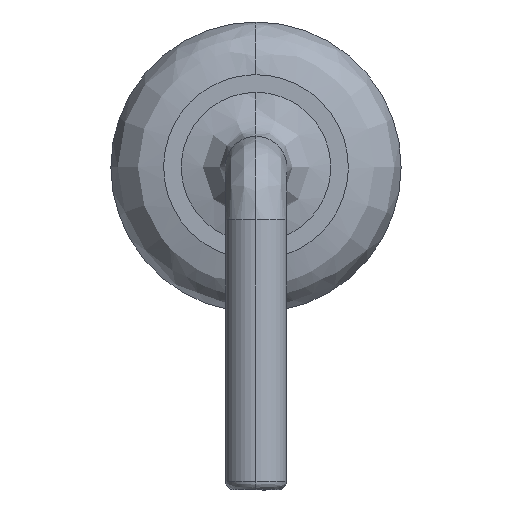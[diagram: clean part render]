
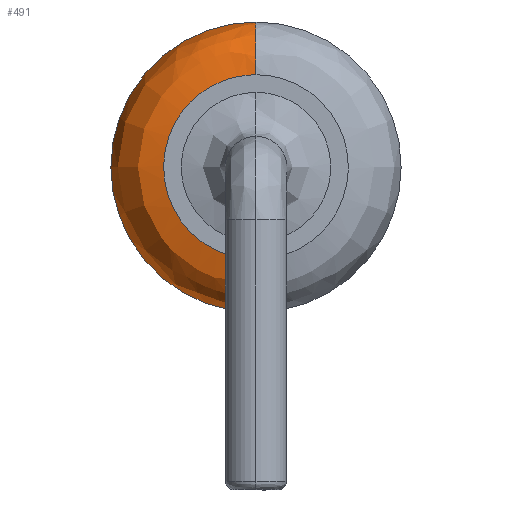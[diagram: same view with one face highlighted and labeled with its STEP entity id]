
A CAD part, left-side view. The second image highlights one B-rep face of the part: STEP entity #491.
In plain terms, the highlighted free-form (B-spline) face has degree [3, 3] with [4, 4] control points.
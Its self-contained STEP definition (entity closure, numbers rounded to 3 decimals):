
#30 = CARTESIAN_POINT ( 'NONE',  ( -4.5, 2.803, 0.269 ) ) ;
#40 = CARTESIAN_POINT ( 'NONE',  ( -3.9, 0., 3.32 ) ) ;
#174 = EDGE_LOOP ( 'NONE', ( #4790, #13046, #7711, #3863 ) ) ;
#491 = ADVANCED_FACE ( 'NONE', ( #5852 ), #579, .T. ) ;
#579 =( BOUNDED_SURFACE ( )  B_SPLINE_SURFACE ( 3, 3, ( 
 ( #9375, #14142, #10629, #9457 ),
 ( #14218, #11873, #8274, #2363 ),
 ( #5927, #30, #3587, #2816 ),
 ( #3885, #6230, #13524, #7552 ) ),
 .UNSPECIFIED., .F., .F., .F. ) 
 B_SPLINE_SURFACE_WITH_KNOTS ( ( 4, 4 ),
 ( 4, 4 ),
 ( 0., 1. ),
 ( 0., 1. ),
 .UNSPECIFIED. ) 
 GEOMETRIC_REPRESENTATION_ITEM ( )  RATIONAL_B_SPLINE_SURFACE ( (
 ( 1., 0.333, 0.333, 1.),
 ( 0.805, 0.268, 0.268, 0.805),
 ( 0.805, 0.268, 0.268, 0.805),
 ( 1., 0.333, 0.333, 1.) ) ) 
 REPRESENTATION_ITEM ( '' )  SURFACE ( )  );
#1863 = EDGE_CURVE ( 'NONE', #10279, #4706, #2261, .T. ) ;
#2261 = CIRCLE ( 'NONE', #9210, 0.6 ) ;
#2319 = DIRECTION ( 'NONE',  ( 0., 0., -1. ) ) ;
#2363 = CARTESIAN_POINT ( 'NONE',  ( -4.251, 0., 3.32 ) ) ;
#2816 = CARTESIAN_POINT ( 'NONE',  ( -4.5, 0., 3.071 ) ) ;
#3129 = CARTESIAN_POINT ( 'NONE',  ( -4.5, 0., 0.62 ) ) ;
#3467 = CARTESIAN_POINT ( 'NONE',  ( -3.9, 0., 0.62 ) ) ;
#3587 = CARTESIAN_POINT ( 'NONE',  ( -4.5, 2.803, 3.071 ) ) ;
#3791 = DIRECTION ( 'NONE',  ( 0., 0., -1. ) ) ;
#3792 = CARTESIAN_POINT ( 'NONE',  ( -4.5, 0., 0.62 ) ) ;
#3863 = ORIENTED_EDGE ( 'NONE', *, *, #14036, .T. ) ;
#3885 = CARTESIAN_POINT ( 'NONE',  ( -4.5, 0., 0.62 ) ) ;
#4706 = VERTEX_POINT ( 'NONE', #8102 ) ;
#4790 = ORIENTED_EDGE ( 'NONE', *, *, #1863, .F. ) ;
#5032 = CARTESIAN_POINT ( 'NONE',  ( -4.5, 2.1, 0.62 ) ) ;
#5852 = FACE_OUTER_BOUND ( 'NONE', #174, .T. ) ;
#5927 = CARTESIAN_POINT ( 'NONE',  ( -4.5, 0., 0.269 ) ) ;
#6230 = CARTESIAN_POINT ( 'NONE',  ( -4.5, 2.1, 0.62 ) ) ;
#6751 = AXIS2_PLACEMENT_3D ( 'NONE', #3467, #8217, #2319 ) ;
#6912 = CARTESIAN_POINT ( 'NONE',  ( -3.9, 0., 0.02 ) ) ;
#7336 = VERTEX_POINT ( 'NONE', #3129 ) ;
#7446 = CARTESIAN_POINT ( 'NONE',  ( -3.9, 0., 1.67 ) ) ;
#7552 = CARTESIAN_POINT ( 'NONE',  ( -4.5, 0., 2.72 ) ) ;
#7711 = ORIENTED_EDGE ( 'NONE', *, *, #9557, .T. ) ;
#8080 = DIRECTION ( 'NONE',  ( 0., 0., 1. ) ) ;
#8102 = CARTESIAN_POINT ( 'NONE',  ( -4.5, 0., 2.72 ) ) ;
#8217 = DIRECTION ( 'NONE',  ( 0., 1., 0. ) ) ;
#8237 = AXIS2_PLACEMENT_3D ( 'NONE', #7446, #14818, #3791 ) ;
#8274 = CARTESIAN_POINT ( 'NONE',  ( -4.251, 3.3, 3.32 ) ) ;
#9054 = VERTEX_POINT ( 'NONE', #6912 ) ;
#9210 = AXIS2_PLACEMENT_3D ( 'NONE', #11691, #13033, #8080 ) ;
#9256 = EDGE_CURVE ( 'NONE', #9054, #10279, #12286, .T. ) ;
#9277 =( BOUNDED_CURVE ( )  B_SPLINE_CURVE ( 3, ( #3792, #5032, #9974, #14595 ),
 .UNSPECIFIED., .F., .F. ) 
 B_SPLINE_CURVE_WITH_KNOTS ( ( 4, 4 ),
 ( 0., 1. ),
 .UNSPECIFIED. ) 
 CURVE ( )  GEOMETRIC_REPRESENTATION_ITEM ( )  RATIONAL_B_SPLINE_CURVE ( ( 1., 0.333, 0.333, 1. ) ) 
 REPRESENTATION_ITEM ( '' )  );
#9375 = CARTESIAN_POINT ( 'NONE',  ( -3.9, 0., 0.02 ) ) ;
#9457 = CARTESIAN_POINT ( 'NONE',  ( -3.9, 0., 3.32 ) ) ;
#9557 = EDGE_CURVE ( 'NONE', #9054, #7336, #13519, .T. ) ;
#9974 = CARTESIAN_POINT ( 'NONE',  ( -4.5, 2.1, 2.72 ) ) ;
#10279 = VERTEX_POINT ( 'NONE', #40 ) ;
#10629 = CARTESIAN_POINT ( 'NONE',  ( -3.9, 3.3, 3.32 ) ) ;
#11691 = CARTESIAN_POINT ( 'NONE',  ( -3.9, 0., 2.72 ) ) ;
#11873 = CARTESIAN_POINT ( 'NONE',  ( -4.251, 3.3, 0.02 ) ) ;
#12286 = CIRCLE ( 'NONE', #8237, 1.65 ) ;
#13033 = DIRECTION ( 'NONE',  ( 0., -1., 0. ) ) ;
#13046 = ORIENTED_EDGE ( 'NONE', *, *, #9256, .F. ) ;
#13519 = CIRCLE ( 'NONE', #6751, 0.6 ) ;
#13524 = CARTESIAN_POINT ( 'NONE',  ( -4.5, 2.1, 2.72 ) ) ;
#14036 = EDGE_CURVE ( 'NONE', #7336, #4706, #9277, .T. ) ;
#14142 = CARTESIAN_POINT ( 'NONE',  ( -3.9, 3.3, 0.02 ) ) ;
#14218 = CARTESIAN_POINT ( 'NONE',  ( -4.251, 0., 0.02 ) ) ;
#14595 = CARTESIAN_POINT ( 'NONE',  ( -4.5, 0., 2.72 ) ) ;
#14818 = DIRECTION ( 'NONE',  ( 1., 0., 0. ) ) ;
